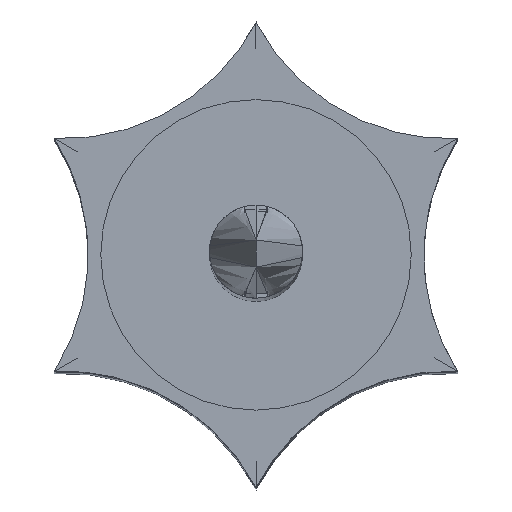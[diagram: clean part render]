
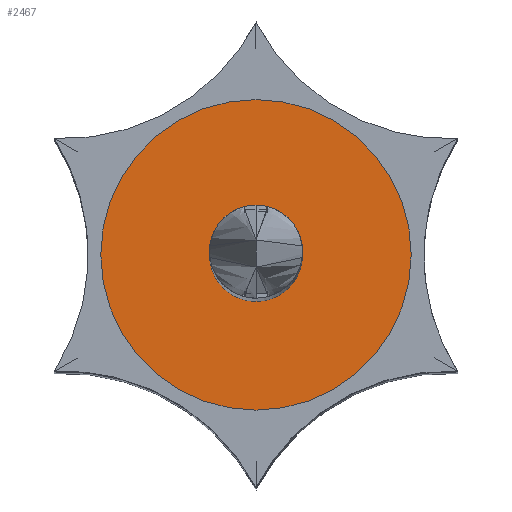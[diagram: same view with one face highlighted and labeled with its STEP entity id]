
A CAD part, top view. The second image highlights one B-rep face of the part: STEP entity #2467.
In plain terms, the highlighted planar face has unit normal (0, 0, 1).
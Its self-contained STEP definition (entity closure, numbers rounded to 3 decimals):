
#2408=CARTESIAN_POINT('',(-10.,0.,59.397));
#2409=VERTEX_POINT('',#2408);
#2416=CARTESIAN_POINT('',(10.,-0.,59.397));
#2417=VERTEX_POINT('',#2416);
#2418=CARTESIAN_POINT('',(-0.,0.,59.397));
#2419=DIRECTION('',(-0.,0.,1.));
#2420=DIRECTION('',(1.,0.,0.));
#2421=AXIS2_PLACEMENT_3D('',#2418,#2419,#2420);
#2422=CIRCLE('',#2421,10.);
#2423=EDGE_CURVE('',#2417,#2409,#2422,.T.);
#2425=CARTESIAN_POINT('',(-0.,0.,59.397));
#2426=DIRECTION('',(-0.,0.,1.));
#2427=DIRECTION('',(1.,0.,0.));
#2428=AXIS2_PLACEMENT_3D('',#2425,#2426,#2427);
#2429=CIRCLE('',#2428,10.);
#2430=EDGE_CURVE('',#2409,#2417,#2429,.T.);
#2438=CARTESIAN_POINT('',(-0.,0.,59.397));
#2439=DIRECTION('',(-0.,0.,1.));
#2440=DIRECTION('',(1.,0.,0.));
#2441=AXIS2_PLACEMENT_3D('',#2438,#2439,#2440);
#2442=PLANE('',#2441);
#2443=CARTESIAN_POINT('',(-3.,0.,59.397));
#2444=VERTEX_POINT('',#2443);
#2445=CARTESIAN_POINT('',(3.,0.,59.397));
#2446=VERTEX_POINT('',#2445);
#2447=CARTESIAN_POINT('',(-0.,0.,59.397));
#2448=DIRECTION('',(-0.,0.,1.));
#2449=DIRECTION('',(1.,0.,0.));
#2450=AXIS2_PLACEMENT_3D('',#2447,#2448,#2449);
#2451=CIRCLE('',#2450,3.);
#2452=EDGE_CURVE('',#2444,#2446,#2451,.T.);
#2453=ORIENTED_EDGE('',*,*,#2452,.F.);
#2454=CARTESIAN_POINT('',(-0.,0.,59.397));
#2455=DIRECTION('',(-0.,0.,1.));
#2456=DIRECTION('',(1.,0.,0.));
#2457=AXIS2_PLACEMENT_3D('',#2454,#2455,#2456);
#2458=CIRCLE('',#2457,3.);
#2459=EDGE_CURVE('',#2446,#2444,#2458,.T.);
#2460=ORIENTED_EDGE('',*,*,#2459,.F.);
#2461=EDGE_LOOP('',(#2453,#2460));
#2462=FACE_BOUND('',#2461,.T.);
#2463=ORIENTED_EDGE('',*,*,#2423,.T.);
#2464=ORIENTED_EDGE('',*,*,#2430,.T.);
#2465=EDGE_LOOP('',(#2463,#2464));
#2466=FACE_BOUND('',#2465,.T.);
#2467=ADVANCED_FACE('',(#2462,#2466),#2442,.T.);
